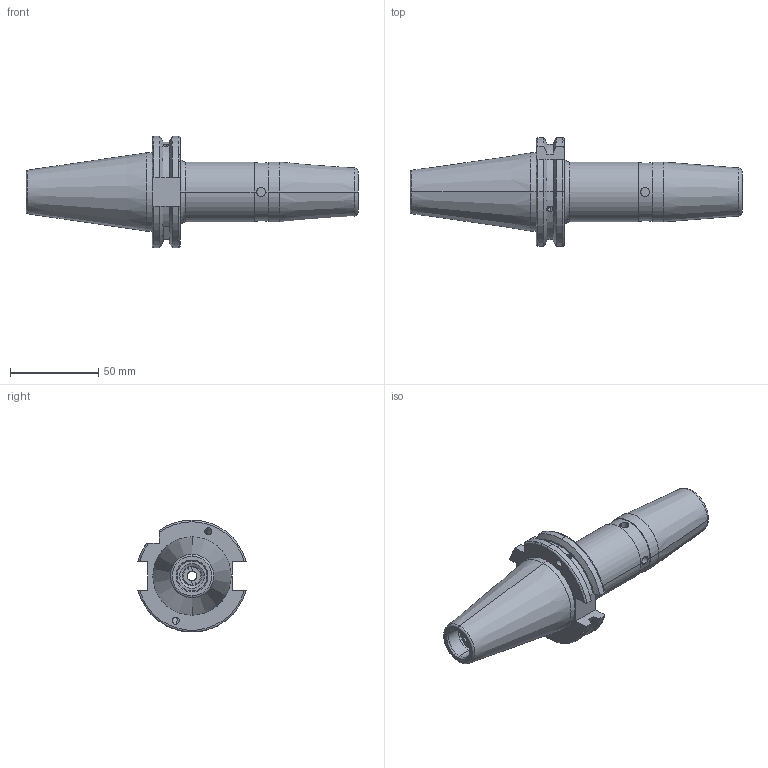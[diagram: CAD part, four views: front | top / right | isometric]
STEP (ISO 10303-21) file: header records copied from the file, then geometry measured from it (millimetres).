
FILE_DESCRIPTION (( 'STEP AP203' ), '1' );
FILE_NAME ('91406-SR216120.STEP', '2023-06-03T12:45:11', ( '' ), ( '' ), 'SwSTEP 2.0', 'SolidWorks 2018', '' );
FILE_SCHEMA (( 'CONFIG_CONTROL_DESIGN' ));
Length unit declared in the file: millimetre
Products named in the file (5): SK40SFC16120FWW; SCWM12; GS-M4X4_DIN 913 - M4 x 4-N; 91406-SR216120
Assembly tree (5 placements, depth 3):
  91406-SR216120
    SK40SFC16120FWW
      SK40SFC16120FWW
      SCWM12
      GS-M4X4_DIN 913 - M4 x 4-N  x2
Bounding box: 188.4 x 61.48 x 63.55 mm (x, y, z)
Volume: 168863.7 mm3; surface area: 37340.7 mm2
Topology: 4 solids, 4 shells, 238 faces, 609 edges, 391 vertices
Faces by surface type: cone 78, cylinder 70, plane 70, torus 16, bspline 4
Entity records: 7003 total; most frequent: CARTESIAN_POINT 1718, DIRECTION 1044, ORIENTED_EDGE 978, EDGE_CURVE 489, AXIS2_PLACEMENT_3D 419, VERTEX_POINT 315, CIRCLE 223, EDGE_LOOP 214
